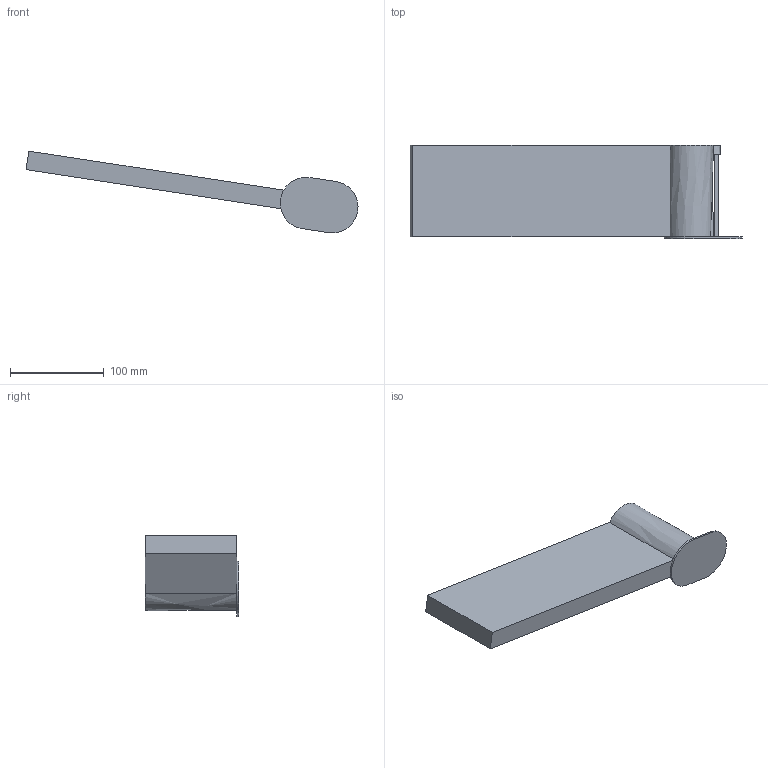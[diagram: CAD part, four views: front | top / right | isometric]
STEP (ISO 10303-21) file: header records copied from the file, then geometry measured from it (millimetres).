
FILE_DESCRIPTION(/* description */ (''),/* implementation_level */ '2;1');
FILE_NAME(/* name */ 'Corrected CAM 25 degrees v2.step',/* time_stamp */ '2024-01-28T13:55:52-06:00',/* author */ (''),/* organization */ (''),/* preprocessor_version */ 'ST-DEVELOPER v20',/* originating_system */ 'Autodesk Translation Framework v12.14.0.127',/* authorisation */ '');
FILE_SCHEMA (('AUTOMOTIVE_DESIGN { 1 0 10303 214 3 1 1 }'));
Length unit declared in the file: millimetre
Products named in the file (5): Corrected CAM 25 degrees; Component1; Component2; Component3; Component4
Assembly tree (4 placements, depth 2):
  Corrected CAM 25 degrees
    Component1
    Component2
    Component3
    Component4
Bounding box: 353.27 x 99.3 x 87.08 mm (x, y, z)
Volume: 732482.2 mm3; surface area: 101385.6 mm2
Topology: 3 solids, 3 shells, 34 faces, 78 edges, 52 vertices
Faces by surface type: plane 21, bspline 9, cylinder 4
Full cylindrical faces by diameter (mm): 10 x2
Entity records: 1334 total; most frequent: CARTESIAN_POINT 448, ORIENTED_EDGE 156, DIRECTION 148, EDGE_CURVE 78, VERTEX_POINT 52, AXIS2_PLACEMENT_3D 50, LINE 48, VECTOR 48
